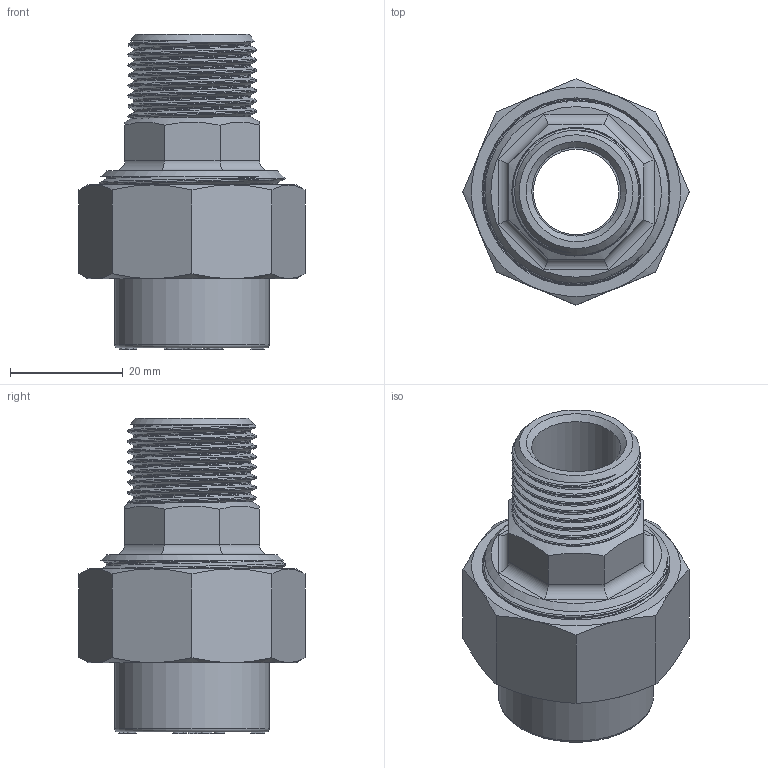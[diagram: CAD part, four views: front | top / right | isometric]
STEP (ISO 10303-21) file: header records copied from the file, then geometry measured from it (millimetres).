
FILE_DESCRIPTION(/* description */ ('STEP AP203'),/* implementation_level */ '2;1');
FILE_NAME(/* name */ 'AF0621.020.020_7.step',/* time_stamp */ '2025-12-18T15:03:09+01:00',/* author */ (''),/* organization */ (''),/* preprocessor_version */ 'ST-DEVELOPER v20.1',/* originating_system */ 'Autodesk Translation Framework v14.21.0.0',/* authorisation */ '');
FILE_SCHEMA (('AUTOMOTIVE_DESIGN { 1 0 10303 214 3 1 1 }'));
Length unit declared in the file: millimetre
Products named in the file (5): 2025-12-16-09-10-46-647; 2025-12-18-11-54-53-399; 2025-12-18-11-54-53-421; 2025-12-18-12-01-40-601; 2025-12-18-12-01-40-602
Assembly tree (4 placements, depth 3):
  2025-12-16-09-10-46-647
    2025-12-18-11-54-53-399
      2025-12-18-11-54-53-421
    2025-12-18-12-01-40-601
      2025-12-18-12-01-40-602
Bounding box: 40.06 x 40.06 x 55.81 mm (x, y, z)
Volume: 19708.2 mm3; surface area: 17093.2 mm2
Topology: 4 solids, 4 shells, 854 faces, 2413 edges, 1598 vertices
Faces by surface type: plane 756, cylinder 41, bspline 29, cone 25, torus 3
Full cylindrical faces by diameter (mm): 1.226 x1, 1.635 x1, 15.1 x1, 15.74 x1, 19.215 x1, 20.587 x7, 21.1 x1, 27.4 x1, 28.167 x1, 30 x1, 30.291 x1, 30.446 x1, 33.249 x5
Entity records: 36800 total; most frequent: CARTESIAN_POINT 14886, ORIENTED_EDGE 4826, DIRECTION 4004, EDGE_CURVE 2413, LINE 2164, VECTOR 2164, VERTEX_POINT 1598, AXIS2_PLACEMENT_3D 920
